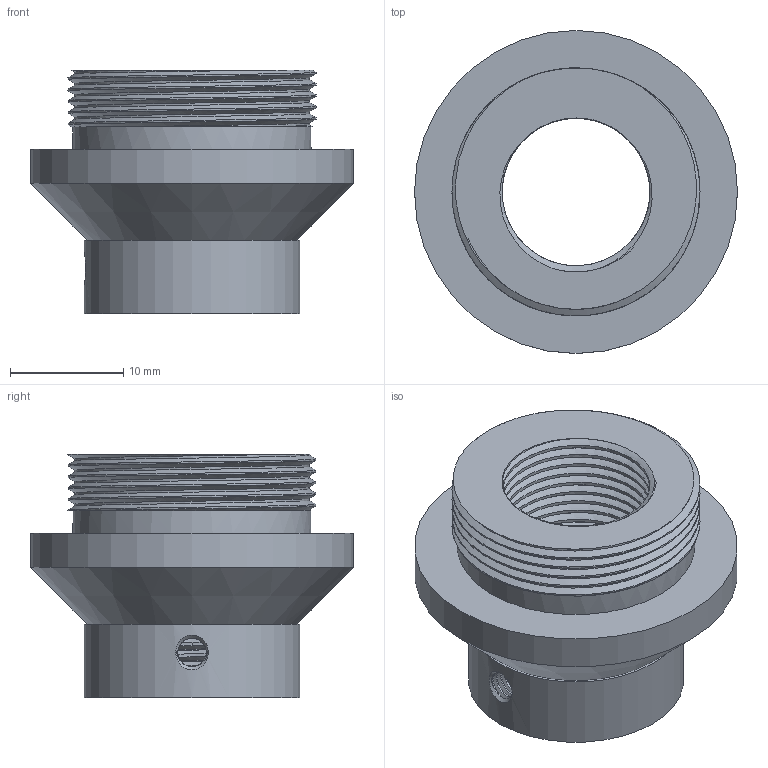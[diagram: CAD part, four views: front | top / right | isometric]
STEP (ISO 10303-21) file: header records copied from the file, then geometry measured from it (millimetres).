
FILE_DESCRIPTION(/* description */ (''),/* implementation_level */ '2;1');
FILE_NAME(/* name */ 'tete suppresseur inox P90 STEP.step',/* time_stamp */ '2021-04-16T09:18:47+02:00',/* author */ (''),/* organization */ (''),/* preprocessor_version */ 'ST-DEVELOPER v18.1',/* originating_system */ 'Autodesk Translation Framework v10.6.0.1341',/* authorisation */ '');
FILE_SCHEMA (('AUTOMOTIVE_DESIGN { 1 0 10303 214 3 1 1 }'));
Length unit declared in the file: millimetre
Products named in the file (3): tete suppresseur inox P90; tete suppresseur 14mm CCW; Tete suppresseur 14ccw
Assembly tree (2 placements, depth 3):
  tete suppresseur inox P90
    tete suppresseur 14mm CCW
      Tete suppresseur 14ccw
Bounding box: 28.5 x 28.5 x 21.5 mm (x, y, z)
Volume: 5338.6 mm3; surface area: 4066.4 mm2
Topology: 1 solids, 1 shells, 119 faces, 348 edges, 231 vertices
Faces by surface type: cylinder 86, bspline 22, plane 9, cone 2
Full cylindrical faces by diameter (mm): 2.529 x2, 3.086 x1, 13.036 x18, 14.152 x18, 19 x1, 20.741 x4, 21 x1, 21.884 x4, 28.5 x1
Entity records: 11711 total; most frequent: CARTESIAN_POINT 9028, ORIENTED_EDGE 696, EDGE_CURVE 348, DIRECTION 314, B_SPLINE_CURVE_WITH_KNOTS 260, VERTEX_POINT 231, EDGE_LOOP 125, AXIS2_PLACEMENT_3D 124
